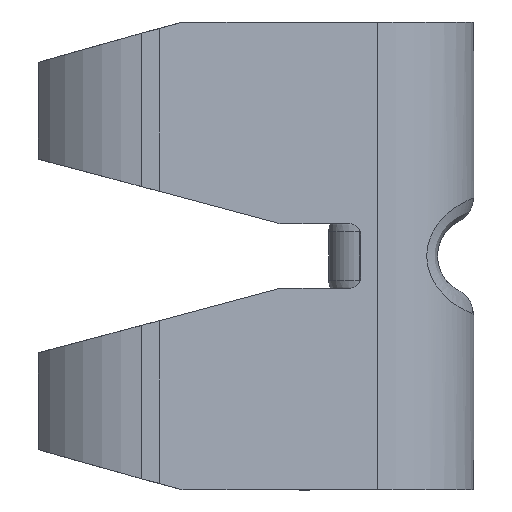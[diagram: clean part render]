
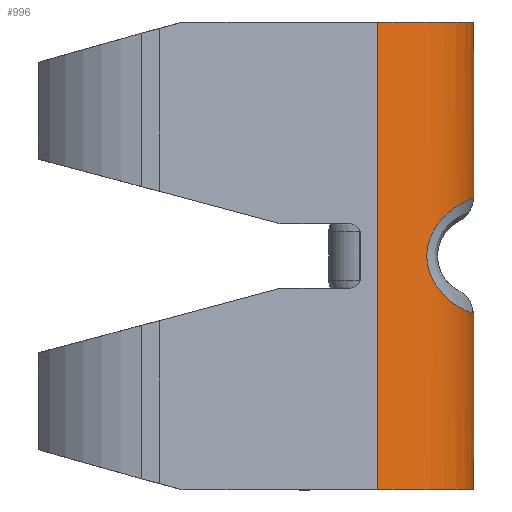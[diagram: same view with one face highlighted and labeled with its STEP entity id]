
A CAD part, left-side view. The second image highlights one B-rep face of the part: STEP entity #996.
In plain terms, the highlighted cylindrical face has radius 1.778 mm (diameter 3.556 mm), a partial arc.
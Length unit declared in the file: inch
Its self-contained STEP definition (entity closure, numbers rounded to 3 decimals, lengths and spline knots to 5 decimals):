
#65 = VERTEX_POINT ( 'NONE', #6585 ) ;
#418 = VECTOR ( 'NONE', #8586, 39.37008 ) ;
#549 = CARTESIAN_POINT ( 'NONE',  ( -0.44625, -0.00721, 0.145 ) ) ;
#614 = CARTESIAN_POINT ( 'NONE',  ( -0.32379, -0.04259, 0.01797 ) ) ;
#659 = CARTESIAN_POINT ( 'NONE',  ( -0.3716, -0.06714, -0.03604 ) ) ;
#854 = EDGE_CURVE ( 'NONE', #65, #3740, #1589, .T. ) ;
#981 = VERTEX_POINT ( 'NONE', #5368 ) ;
#996 = ADVANCED_FACE ( 'NONE', ( #1601, #11766 ), #3766, .T. ) ;
#1128 = CARTESIAN_POINT ( 'NONE',  ( -0.44625, -0.00721, -0.145 ) ) ;
#1542 = CARTESIAN_POINT ( 'NONE',  ( -0.32031, -0.03807, 0.00518 ) ) ;
#1567 = VERTEX_POINT ( 'NONE', #1128 ) ;
#1586 = CARTESIAN_POINT ( 'NONE',  ( -0.38558, -0.06647, -0.03577 ) ) ;
#1589 = B_SPLINE_CURVE_WITH_KNOTS ( 'NONE', 3,
 ( #6077, #6114, #5476, #5392, #5357, #5323, #5275, #5236, #5202, #5121, #5082, #4520, #4480, #4397, #4361, #4325, #4236, #4172, #4131, #4086, #4049, #3590, #3437, #3386 ),
 .UNSPECIFIED., .F., .F.,
 ( 4, 2, 2, 2, 2, 2, 2, 2, 2, 2, 2, 4 ),
 ( 0.00022, 0.00075, 0.00128, 0.00155, 0.00182, 0.00208, 0.00235, 0.00262, 0.00288, 0.00341, 0.00395, 0.00448 ),
 .UNSPECIFIED. ) ;
#1601 = FACE_BOUND ( 'NONE', #9636, .T. ) ;
#1708 = EDGE_CURVE ( 'NONE', #981, #2833, #9988, .T. ) ;
#2278 = ORIENTED_EDGE ( 'NONE', *, *, #854, .T. ) ;
#2400 = DIRECTION ( 'NONE',  ( 0., 0., 1. ) ) ;
#2433 = CARTESIAN_POINT ( 'NONE',  ( -0.377, 0.003, 0.145 ) ) ;
#2467 = CARTESIAN_POINT ( 'NONE',  ( -0.32033, -0.0381, -0.00531 ) ) ;
#2833 = VERTEX_POINT ( 'NONE', #8931 ) ;
#2867 = AXIS2_PLACEMENT_3D ( 'NONE', #7967, #2400, #8885 ) ;
#3341 = DIRECTION ( 'NONE',  ( 1., 0., 0. ) ) ;
#3386 = CARTESIAN_POINT ( 'NONE',  ( -0.36828, -0.06645, 0.03576 ) ) ;
#3394 = CARTESIAN_POINT ( 'NONE',  ( -0.32553, -0.04479, -0.02059 ) ) ;
#3437 = CARTESIAN_POINT ( 'NONE',  ( -0.37516, -0.06732, 0.03609 ) ) ;
#3535 = LINE ( 'NONE', #549, #10674 ) ;
#3563 = VERTEX_POINT ( 'NONE', #4409 ) ;
#3590 = CARTESIAN_POINT ( 'NONE',  ( -0.38222, -0.06714, 0.03604 ) ) ;
#3740 = VERTEX_POINT ( 'NONE', #6481 ) ;
#3766 = CYLINDRICAL_SURFACE ( 'NONE', #11880, 0.07 ) ;
#3998 = ORIENTED_EDGE ( 'NONE', *, *, #4467, .T. ) ;
#4049 = CARTESIAN_POINT ( 'NONE',  ( -0.3958, -0.06478, 0.0351 ) ) ;
#4086 = CARTESIAN_POINT ( 'NONE',  ( -0.40246, -0.06255, 0.0342 ) ) ;
#4131 = CARTESIAN_POINT ( 'NONE',  ( -0.41443, -0.05653, 0.03089 ) ) ;
#4172 = CARTESIAN_POINT ( 'NONE',  ( -0.41986, -0.05265, 0.02842 ) ) ;
#4236 = CARTESIAN_POINT ( 'NONE',  ( -0.42631, -0.04677, 0.02258 ) ) ;
#4325 = CARTESIAN_POINT ( 'NONE',  ( -0.42814, -0.04485, 0.02031 ) ) ;
#4330 = CARTESIAN_POINT ( 'NONE',  ( -0.3343, -0.05256, -0.02799 ) ) ;
#4361 = CARTESIAN_POINT ( 'NONE',  ( -0.4311, -0.04148, 0.01502 ) ) ;
#4397 = CARTESIAN_POINT ( 'NONE',  ( -0.43224, -0.04001, 0.01194 ) ) ;
#4409 = CARTESIAN_POINT ( 'NONE',  ( -0.44625, -0.00721, 0.145 ) ) ;
#4428 = EDGE_CURVE ( 'NONE', #3563, #1567, #3535, .T. ) ;
#4467 = EDGE_CURVE ( 'NONE', #3740, #65, #10861, .T. ) ;
#4480 = CARTESIAN_POINT ( 'NONE',  ( -0.43366, -0.03813, 0.0054 ) ) ;
#4490 = DIRECTION ( 'NONE',  ( -1., 0., 0. ) ) ;
#4520 = CARTESIAN_POINT ( 'NONE',  ( -0.43396, -0.03769, 0.00182 ) ) ;
#4824 = CARTESIAN_POINT ( 'NONE',  ( -0.377, 0.003, 0.145 ) ) ;
#5082 = CARTESIAN_POINT ( 'NONE',  ( -0.43369, -0.03806, -0.00512 ) ) ;
#5121 = CARTESIAN_POINT ( 'NONE',  ( -0.43312, -0.03887, -0.0086 ) ) ;
#5202 = CARTESIAN_POINT ( 'NONE',  ( -0.43119, -0.04134, -0.01481 ) ) ;
#5236 = CARTESIAN_POINT ( 'NONE',  ( -0.42981, -0.04301, -0.01765 ) ) ;
#5244 = CARTESIAN_POINT ( 'NONE',  ( -0.34222, -0.05813, 0.03184 ) ) ;
#5275 = CARTESIAN_POINT ( 'NONE',  ( -0.42641, -0.04664, -0.02248 ) ) ;
#5281 = CARTESIAN_POINT ( 'NONE',  ( -0.34238, -0.05793, -0.03166 ) ) ;
#5323 = CARTESIAN_POINT ( 'NONE',  ( -0.42435, -0.04864, -0.02455 ) ) ;
#5357 = CARTESIAN_POINT ( 'NONE',  ( -0.41741, -0.05448, -0.02972 ) ) ;
#5368 = CARTESIAN_POINT ( 'NONE',  ( -0.31351, -0.02647, 0.145 ) ) ;
#5386 = EDGE_CURVE ( 'NONE', #3563, #981, #9669, .T. ) ;
#5392 = CARTESIAN_POINT ( 'NONE',  ( -0.41171, -0.05817, -0.03187 ) ) ;
#5402 = DIRECTION ( 'NONE',  ( 0., 0., -1. ) ) ;
#5476 = CARTESIAN_POINT ( 'NONE',  ( -0.39924, -0.06372, -0.03472 ) ) ;
#6077 = CARTESIAN_POINT ( 'NONE',  ( -0.38558, -0.06647, -0.03577 ) ) ;
#6114 = CARTESIAN_POINT ( 'NONE',  ( -0.39252, -0.06561, -0.03544 ) ) ;
#6199 = CARTESIAN_POINT ( 'NONE',  ( -0.3273, -0.04666, 0.02279 ) ) ;
#6210 = EDGE_CURVE ( 'NONE', #1567, #2833, #11533, .T. ) ;
#6233 = CARTESIAN_POINT ( 'NONE',  ( -0.35792, -0.06471, -0.03507 ) ) ;
#6332 = ORIENTED_EDGE ( 'NONE', *, *, #6210, .T. ) ;
#6481 = CARTESIAN_POINT ( 'NONE',  ( -0.36828, -0.06645, 0.03576 ) ) ;
#6585 = CARTESIAN_POINT ( 'NONE',  ( -0.38558, -0.06647, -0.03577 ) ) ;
#7029 = EDGE_LOOP ( 'NONE', ( #7558, #9524, #10741, #6332 ) ) ;
#7087 = CARTESIAN_POINT ( 'NONE',  ( -0.36141, -0.06559, 0.03543 ) ) ;
#7123 = CARTESIAN_POINT ( 'NONE',  ( -0.32087, -0.03886, 0.00856 ) ) ;
#7151 = CARTESIAN_POINT ( 'NONE',  ( -0.37864, -0.06733, -0.0361 ) ) ;
#7558 = ORIENTED_EDGE ( 'NONE', *, *, #1708, .F. ) ;
#7672 = CARTESIAN_POINT ( 'NONE',  ( -0.31351, -0.02647, 0.145 ) ) ;
#7967 = CARTESIAN_POINT ( 'NONE',  ( -0.377, 0.003, -0.145 ) ) ;
#8043 = CARTESIAN_POINT ( 'NONE',  ( -0.32004, -0.03769, -0.00185 ) ) ;
#8586 = DIRECTION ( 'NONE',  ( 0., 0., -1. ) ) ;
#8885 = DIRECTION ( 'NONE',  ( 1., 0., 0. ) ) ;
#8917 = DIRECTION ( 'NONE',  ( 0., 0., 1. ) ) ;
#8927 = CARTESIAN_POINT ( 'NONE',  ( -0.36828, -0.06645, 0.03576 ) ) ;
#8930 = AXIS2_PLACEMENT_3D ( 'NONE', #2433, #8917, #3341 ) ;
#8931 = CARTESIAN_POINT ( 'NONE',  ( -0.31351, -0.02647, -0.145 ) ) ;
#8968 = CARTESIAN_POINT ( 'NONE',  ( -0.32247, -0.04095, -0.01525 ) ) ;
#9524 = ORIENTED_EDGE ( 'NONE', *, *, #5386, .F. ) ;
#9636 = EDGE_LOOP ( 'NONE', ( #2278, #3998 ) ) ;
#9669 = CIRCLE ( 'NONE', #8930, 0.07 ) ;
#9905 = CARTESIAN_POINT ( 'NONE',  ( -0.33186, -0.05058, -0.02638 ) ) ;
#9988 = LINE ( 'NONE', #7672, #418 ) ;
#10674 = VECTOR ( 'NONE', #10758, 39.37008 ) ;
#10741 = ORIENTED_EDGE ( 'NONE', *, *, #4428, .T. ) ;
#10758 = DIRECTION ( 'NONE',  ( 0., 0., -1. ) ) ;
#10795 = CARTESIAN_POINT ( 'NONE',  ( -0.35465, -0.06369, 0.0347 ) ) ;
#10839 = CARTESIAN_POINT ( 'NONE',  ( -0.33955, -0.05623, -0.03062 ) ) ;
#10861 = B_SPLINE_CURVE_WITH_KNOTS ( 'NONE', 3,
 ( #8927, #7087, #10795, #5244, #11726, #6199, #614, #7123, #1542, #8043, #2467, #8968, #3394, #9905, #4330, #10839, #5281, #11767, #6233, #659, #7151, #1586 ),
 .UNSPECIFIED., .F., .F.,
 ( 4, 2, 2, 2, 2, 2, 2, 2, 2, 2, 4 ),
 ( 0.00448, 0.00501, 0.00554, 0.00608, 0.00634, 0.00661, 0.00714, 0.00741, 0.00767, 0.00821, 0.00874 ),
 .UNSPECIFIED. ) ;
#11533 = CIRCLE ( 'NONE', #2867, 0.07 ) ;
#11726 = CARTESIAN_POINT ( 'NONE',  ( -0.33651, -0.05442, 0.02968 ) ) ;
#11766 = FACE_OUTER_BOUND ( 'NONE', #7029, .T. ) ;
#11767 = CARTESIAN_POINT ( 'NONE',  ( -0.35143, -0.06252, -0.03419 ) ) ;
#11880 = AXIS2_PLACEMENT_3D ( 'NONE', #4824, #5402, #4490 ) ;
